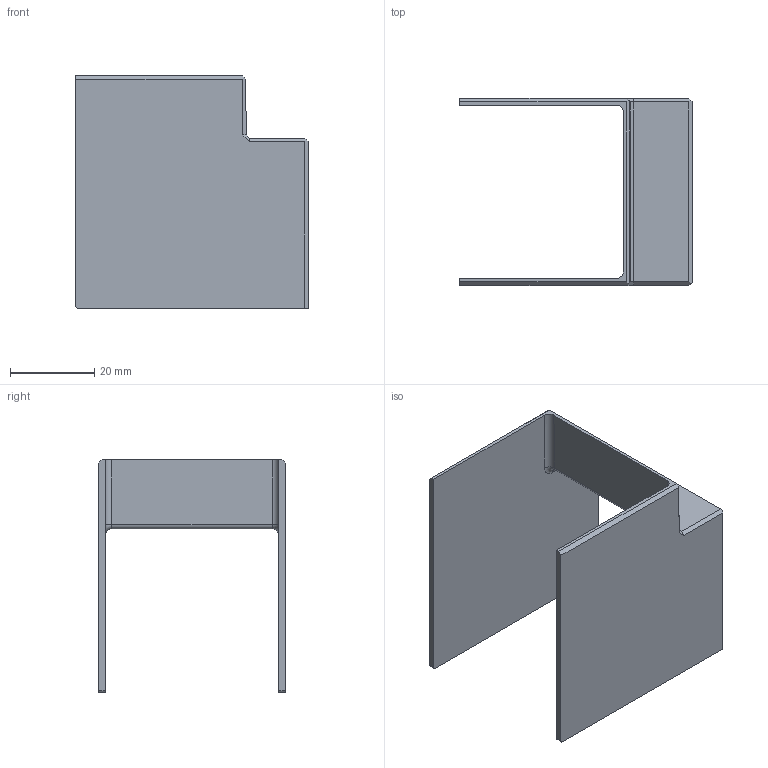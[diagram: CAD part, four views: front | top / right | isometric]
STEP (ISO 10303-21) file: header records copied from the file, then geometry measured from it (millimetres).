
FILE_DESCRIPTION(('CATIA V5 STEP Exchange','CAx-IF Rec.Pracs.--- Model Styling and Organization---1.4--- 2014-01-23'),'2;1');
FILE_NAME('638181_D004573_A-MOD-5.stp','2020-01-03T10:09:40+00:00',('none'),('none'),'CATIA Version 5-6 Release 2017 SP3','CATIA V5 STEP AP214','none');
FILE_SCHEMA(('AUTOMOTIVE_DESIGN { 1 0 10303 214 1 1 1 1 }'));
Length unit declared in the file: millimetre
Products named in the file (1): 638181_D004573_A-MOD-5
Bounding box: 55.27 x 44.36 x 55.27 mm (x, y, z)
Volume: 10725.9 mm3; surface area: 14403.3 mm2
Topology: 1 solids, 1 shells, 36 faces, 94 edges, 60 vertices
Faces by surface type: plane 27, cylinder 7, torus 2
Entity records: 1097 total; most frequent: CARTESIAN_POINT 226, ORIENTED_EDGE 188, DIRECTION 146, EDGE_CURVE 94, VECTOR 65, LINE 65, VERTEX_POINT 60, AXIS2_PLACEMENT_3D 47
